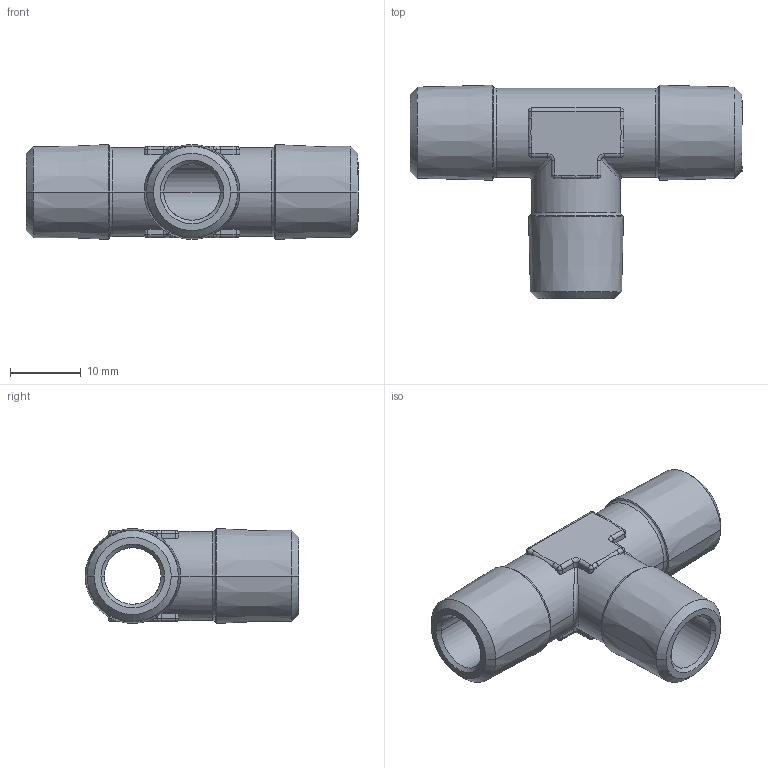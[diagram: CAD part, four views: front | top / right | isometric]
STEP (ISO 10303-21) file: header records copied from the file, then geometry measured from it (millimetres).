
FILE_DESCRIPTION (( 'STEP AP203' ), '1' );
FILE_NAME ('05260002.STEP', '2010-09-13T15:15:48', ( 'Flavio' ), ( '' ), 'SwSTEP 2.0', 'SolidWorks 2009', '' );
FILE_SCHEMA (( 'CONFIG_CONTROL_DESIGN' ));
Length unit declared in the file: millimetre
Products named in the file (1): 05260002
Bounding box: 47 x 30.22 x 13.45 mm (x, y, z)
Volume: 5182.5 mm3; surface area: 4393.6 mm2
Topology: 1 solids, 1 shells, 127 faces, 304 edges, 166 vertices
Faces by surface type: cylinder 46, plane 27, cone 24, sphere 12, torus 10, bspline 8
Entity records: 4587 total; most frequent: CARTESIAN_POINT 1680, DIRECTION 620, ORIENTED_EDGE 584, EDGE_CURVE 292, AXIS2_PLACEMENT_3D 250, VERTEX_POINT 166, EDGE_LOOP 130, CIRCLE 130
